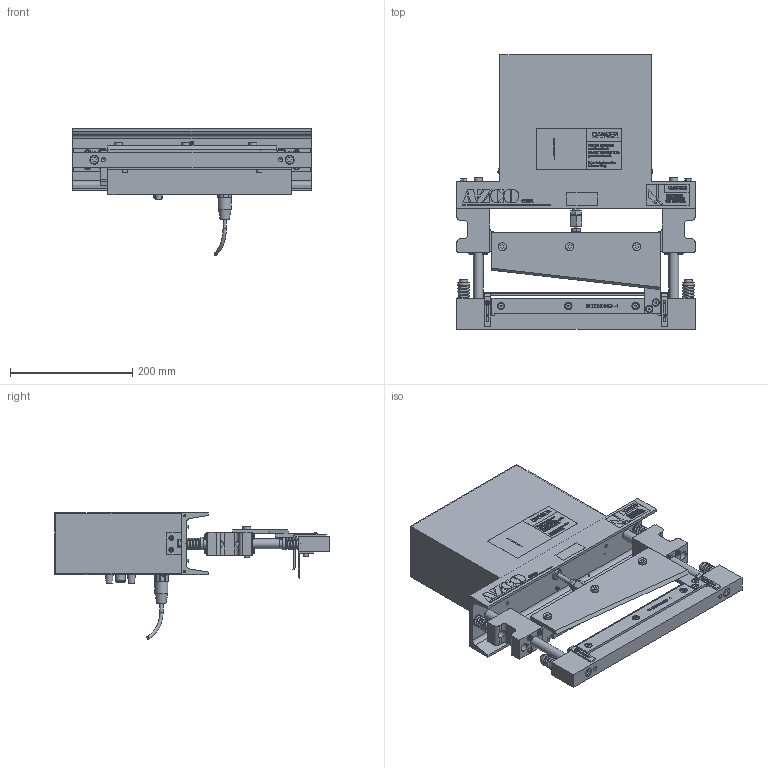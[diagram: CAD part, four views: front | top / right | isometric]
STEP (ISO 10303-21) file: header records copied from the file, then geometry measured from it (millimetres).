
FILE_DESCRIPTION(/* description */ (''),/* implementation_level */ '2;1');
FILE_NAME(/* name */ 'SKC250.stp',/* time_stamp */ '2023-02-15T08:20:47-05:00',/* author */ ('tmcandrew'),/* organization */ (''),/* preprocessor_version */ 'ST-DEVELOPER v16.1',/* originating_system */ 'Autodesk Inventor 2016',/* authorisation */ '');
FILE_SCHEMA (('AUTOMOTIVE_DESIGN { 1 0 10303 214 3 1 1 }'));
Products named in the file (1): SKC250 SOLID MODEL
Bounding box: 390 x 449.07 x 207.43 mm (x, y, z)
Volume: 2819090 mm3; surface area: 897489 mm2
Topology: 1 solids, 60 shells, 5129 faces, 13426 edges, 8905 vertices
Faces by surface type: plane 3011, bspline 1502, cylinder 489, cone 105, torus 18, sphere 4
Full cylindrical faces by diameter (mm): 2.459 x15, 3 x4, 3.2 x1, 3.242 x4, 3.4 x4, 3.5 x6, 4 x11, 4.134 x27, 4.763 x1, 4.917 x6, 5 x22, 5.5 x1, 5.6 x13, 5.7 x1, 6 x18, 6.35 x1, 6.647 x3, 6.917 x4, 7 x1, 7.1 x2, 7.6 x6, 7.8 x1, 8 x16, 8.433 x2, 8.5 x11, 8.7 x3, 9 x4, 9.5 x15, 9.525 x5, 10 x5
Entity records: 200011 total; most frequent: CARTESIAN_POINT 80259, ORIENTED_EDGE 25714, DIRECTION 18093, EDGE_CURVE 12857, LINE 8801, VECTOR 8801, VERTEX_POINT 8734, EDGE_LOOP 6157
